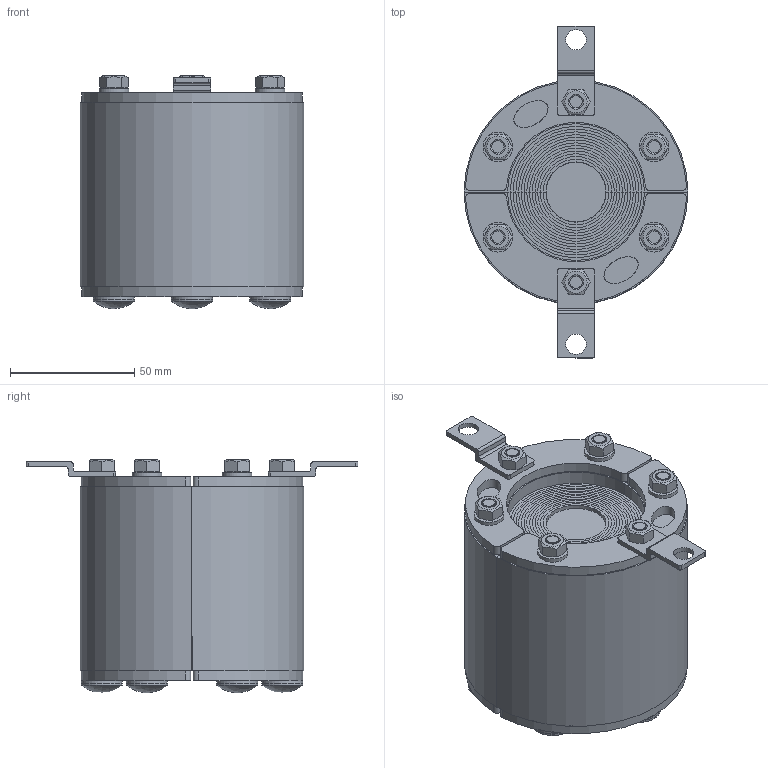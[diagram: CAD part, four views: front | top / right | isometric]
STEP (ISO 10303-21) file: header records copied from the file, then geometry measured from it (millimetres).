
FILE_DESCRIPTION(/* description */ (''),/* implementation_level */ '2;1');
FILE_NAME(/* name */ 'RS_90_UG.stp',/* time_stamp */ '2018-06-26T14:26:24+02:00',/* author */ ('se-tontor'),/* organization */ (''),/* preprocessor_version */ 'ST-DEVELOPER v16.1',/* originating_system */ 'Autodesk Inventor 2016',/* authorisation */ '');
FILE_SCHEMA (('AUTOMOTIVE_DESIGN { 1 0 10303 214 3 1 1 }'));
Length unit declared in the file: millimetre
Products named in the file (11): 100-061061; 100-055667; 100-055670; 100-055669; 100-055666; 100-006387; 100-002308; 100-001226; 100-001213; 100-051209-01; 100-074120
Assembly tree (33 placements, depth 3):
  100-074120
    100-061061
    100-055667  x4
    100-055666  x2
      100-055670
      100-055669
    100-006387  x6
    100-002308  x4
    100-001226  x6
    100-001213  x6
    100-051209-01  x2
Bounding box: 90 x 133.5 x 93.79 mm (x, y, z)
Volume: 482457.8 mm3; surface area: 327690.3 mm2
Topology: 59 solids, 59 shells, 1791 faces, 4621 edges, 3066 vertices
Faces by surface type: plane 1262, bspline 278, cylinder 191, cone 54, sphere 6
Full cylindrical faces by diameter (mm): 4.917 x6, 5.5 x6, 6 x6, 6.2 x2, 6.4 x4, 8.2 x2, 12 x4, 16.5 x6, 16.55 x6, 24 x1
Entity records: 25529 total; most frequent: CARTESIAN_POINT 6155, ORIENTED_EDGE 4154, DIRECTION 3369, EDGE_CURVE 2077, LINE 1611, VECTOR 1611, VERTEX_POINT 1393, EDGE_LOOP 900
